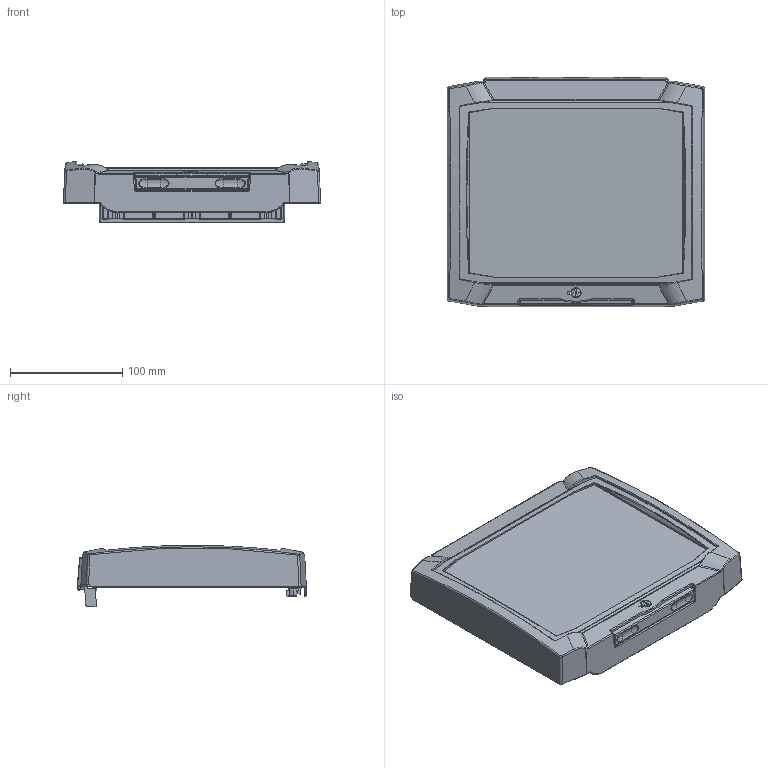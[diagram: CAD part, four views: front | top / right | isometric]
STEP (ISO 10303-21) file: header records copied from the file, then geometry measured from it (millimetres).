
FILE_DESCRIPTION((''),'2;1');
FILE_NAME('20201535_BCD 200 OT-FSC-7035.stp','2009-10-01T13:03:38',(''),(''),'Mechanical Desktop 2007','Mechanical Desktop 2007',', , ');
FILE_SCHEMA(('CONFIG_CONTROL_DESIGN'));
Length unit declared in the file: millimetre
Products named in the file (11): BCD 200 OT-FSC; B2000_RAHMEN-WAND3; PART1AA; RASTEB2000; PART1AAAA; SCHARNIER-UT_2; PART1AAA; 1008989_3D; PART1A; 1009412_3D; PART1
Assembly tree (10 placements, depth 3):
  BCD 200 OT-FSC
    B2000_RAHMEN-WAND3
      PART1AA
    RASTEB2000
      PART1AAAA
    SCHARNIER-UT_2
      PART1AAA
    1008989_3D
      PART1A
    1009412_3D
      PART1
Bounding box: 229 x 204.17 x 54.42 mm (x, y, z)
Volume: 300261.1 mm3; surface area: 243264.9 mm2
Topology: 5 solids, 5 shells, 1785 faces, 4784 edges, 3007 vertices
Faces by surface type: plane 878, cylinder 449, bspline 359, cone 61, sphere 22, torus 16
Entity records: 73979 total; most frequent: CARTESIAN_POINT 30774, ORIENTED_EDGE 9516, DIRECTION 8309, EDGE_CURVE 4758, VERTEX_POINT 3007, AXIS2_PLACEMENT_3D 2782, VECTOR 2745, LINE 2745
